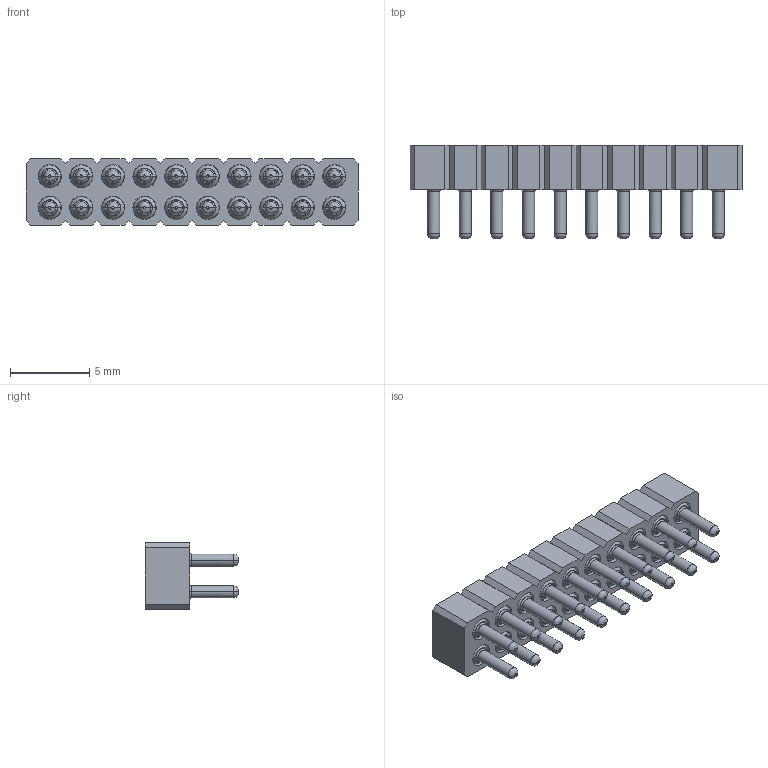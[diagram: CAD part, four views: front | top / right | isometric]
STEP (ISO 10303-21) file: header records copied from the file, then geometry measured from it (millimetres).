
FILE_DESCRIPTION( ('This file contains a STEP AP42 implementation' ,'as created by ZW3D STEP Interface translator.') ,'2;1' );
FILE_NAME( '3522-282XXSXX059X1.stp' ,'231014.155313', (''), ('ZWCAD Software Co.'), 'Version 1.0', 'ZW3D to STEP translator', '' );
FILE_SCHEMA(('AUTOMOTIVE_DESIGN { 1 0 10303 214 1 1 1 1 }'));
Length unit declared in the file: millimetre
Products named in the file (2): 0; 3522-28220SXX059X1.stpWZH
Bounding box: 21 x 5.9 x 4.2 mm (x, y, z)
Volume: 217.6 mm3; surface area: 1181.5 mm2
Topology: 1 solids, 21 shells, 1424 faces, 3546 edges, 2184 vertices
Faces by surface type: bspline 520, plane 484, cone 340, cylinder 80
Entity records: 76803 total; most frequent: CARTESIAN_POINT 50966, ORIENTED_EDGE 7172, EDGE_CURVE 3506, B_SPLINE_CURVE_WITH_KNOTS 3426, VERTEX_POINT 2184, DIRECTION 1810, EDGE_LOOP 1524, FACE_OUTER_BOUND 1424
